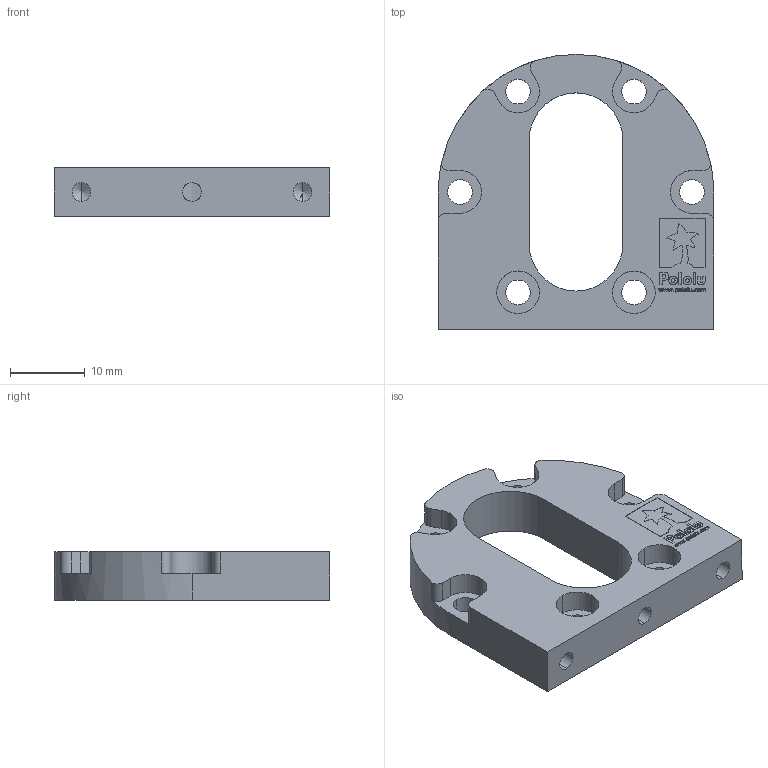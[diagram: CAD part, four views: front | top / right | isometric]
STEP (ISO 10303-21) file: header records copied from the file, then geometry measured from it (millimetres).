
FILE_DESCRIPTION (( 'STEP AP214' ), '1' );
FILE_NAME ('bkt07-option-1.step', '2016-03-02T19:55:23', ( '' ), ( '' ), 'SwSTEP 2.0', 'SolidWorks 2015', '' );
FILE_SCHEMA (( 'AUTOMOTIVE_DESIGN' ));
Length unit declared in the file: millimetre
Products named in the file (1): bkt07-option-1
Bounding box: 36.8 x 36.8 x 6.5 mm (x, y, z)
Volume: 5153.4 mm3; surface area: 3566.1 mm2
Topology: 1 solids, 1 shells, 311 faces, 834 edges, 552 vertices
Faces by surface type: plane 171, bspline 98, cylinder 38, cone 4
Entity records: 12850 total; most frequent: CARTESIAN_POINT 5616, ORIENTED_EDGE 1660, DIRECTION 1140, EDGE_CURVE 830, VERTEX_POINT 552, VECTOR 552, LINE 552, EDGE_LOOP 358
